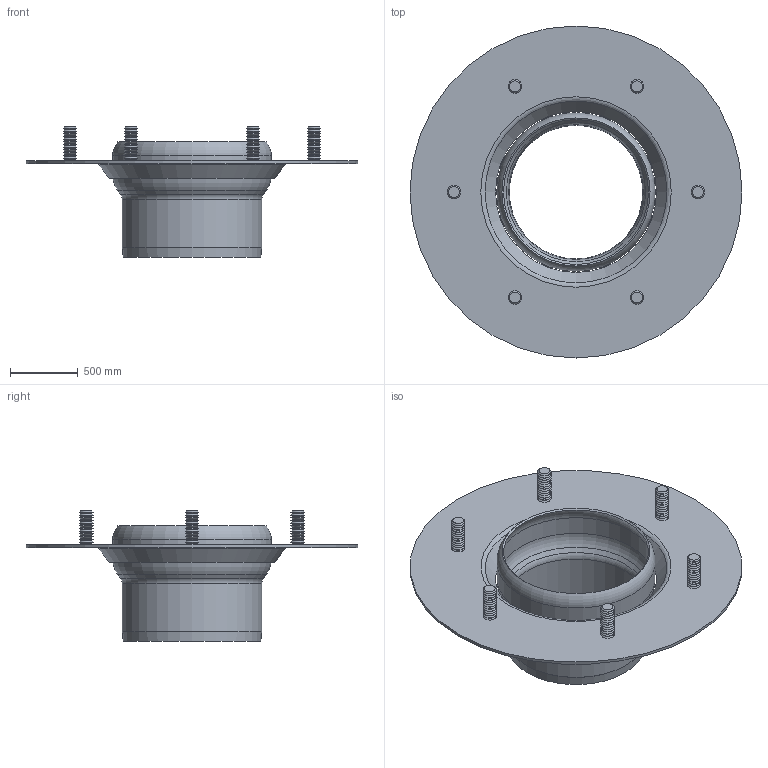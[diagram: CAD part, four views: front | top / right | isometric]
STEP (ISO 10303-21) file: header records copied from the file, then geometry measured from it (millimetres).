
FILE_DESCRIPTION(/* description */ (''),/* implementation_level */ '2;1');
FILE_NAME(/* name */ '21215.070X_3D.stp',/* time_stamp */ '2024-12-12T08:15:45+01:00',/* author */ ('CAD'),/* organization */ (''),/* preprocessor_version */ 'ST-DEVELOPER v20',/* originating_system */ 'AutoCAD Mechanical',/* authorisation */ '');
FILE_SCHEMA (('AUTOMOTIVE_DESIGN { 1 0 10303 214 3 1 1 }'));
Length unit declared in the file: centimetre
Products named in the file (4): Product; *S0; *U2; *U1
Assembly tree (8 placements, depth 3):
  Product
    *S0
    *U2
      *U1  x6
Bounding box: 2450 x 2450 x 960 mm (x, y, z)
Volume: 129385992.5 mm3; surface area: 14447633 mm2
Topology: 8 solids, 8 shells, 188 faces, 381 edges, 214 vertices
Faces by surface type: cone 159, plane 14, torus 10, cylinder 5
Full cylindrical faces by diameter (mm): 1000 x1, 1030 x1, 1140 x1, 1170 x1, 2450 x1
Entity records: 1657 total; most frequent: DIRECTION 331, CARTESIAN_POINT 260, ORIENTED_EDGE 238, AXIS2_PLACEMENT_3D 145, EDGE_CURVE 119, CIRCLE 80, VERTEX_POINT 70, EDGE_LOOP 55
